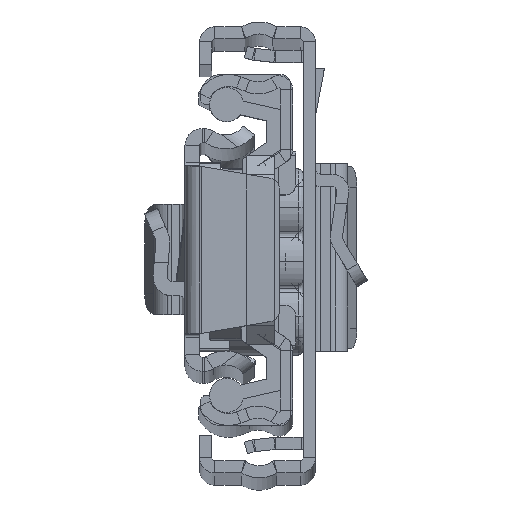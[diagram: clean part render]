
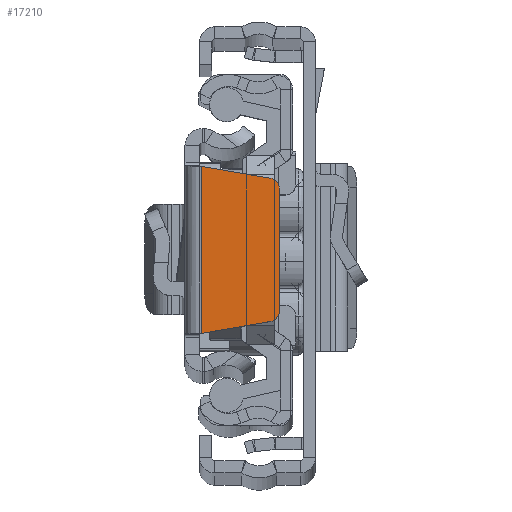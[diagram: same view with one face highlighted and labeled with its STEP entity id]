
A CAD part, top view. The second image highlights one B-rep face of the part: STEP entity #17210.
In plain terms, the highlighted planar face has unit normal (0, 0, 1).
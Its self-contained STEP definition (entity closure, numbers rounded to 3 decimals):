
#134 = DIRECTION ( 'NONE',  ( 0., 1., 0. ) ) ;
#1410 = CARTESIAN_POINT ( 'NONE',  ( 8.568, -7.142, 0. ) ) ;
#1502 = ORIENTED_EDGE ( 'NONE', *, *, #13691, .T. ) ;
#2522 = DIRECTION ( 'NONE',  ( 0., 0., -1. ) ) ;
#2578 = EDGE_CURVE ( 'NONE', #10233, #12564, #11767, .T. ) ;
#2891 = EDGE_LOOP ( 'NONE', ( #1502, #17808, #4709, #12802, #15613, #17182 ) ) ;
#2962 = CARTESIAN_POINT ( 'NONE',  ( 8.568, -7.142, 0. ) ) ;
#2991 = CARTESIAN_POINT ( 'NONE',  ( 1.6, -8.333, 0. ) ) ;
#3086 = VECTOR ( 'NONE', #9711, 1000. ) ;
#4158 = DIRECTION ( 'NONE',  ( 1., 0., 0. ) ) ;
#4361 = DIRECTION ( 'NONE',  ( 0., 0., 1. ) ) ;
#4605 = DIRECTION ( 'NONE',  ( 0.986, 0.168, 0. ) ) ;
#4709 = ORIENTED_EDGE ( 'NONE', *, *, #2578, .T. ) ;
#5178 = LINE ( 'NONE', #11893, #12163 ) ;
#5918 = EDGE_CURVE ( 'NONE', #12564, #16856, #5178, .T. ) ;
#6000 = AXIS2_PLACEMENT_3D ( 'NONE', #13044, #4361, #19696 ) ;
#6342 = CIRCLE ( 'NONE', #6000, 1. ) ;
#8004 = VECTOR ( 'NONE', #14857, 1000. ) ;
#9019 = EDGE_CURVE ( 'NONE', #20489, #10233, #21309, .T. ) ;
#9563 = CARTESIAN_POINT ( 'NONE',  ( 8.568, 7.142, 0. ) ) ;
#9711 = DIRECTION ( 'NONE',  ( 0., -1., 0. ) ) ;
#9888 = VERTEX_POINT ( 'NONE', #19423 ) ;
#10233 = VERTEX_POINT ( 'NONE', #1410 ) ;
#11114 = CARTESIAN_POINT ( 'NONE',  ( 9.4, 6.156, 0. ) ) ;
#11167 = CARTESIAN_POINT ( 'NONE',  ( 1.5, 8.35, 0. ) ) ;
#11351 = LINE ( 'NONE', #2991, #3086 ) ;
#11612 = VERTEX_POINT ( 'NONE', #9563 ) ;
#11767 = CIRCLE ( 'NONE', #20527, 1. ) ;
#11893 = CARTESIAN_POINT ( 'NONE',  ( 9.4, 6.156, 0. ) ) ;
#12163 = VECTOR ( 'NONE', #134, 1000. ) ;
#12564 = VERTEX_POINT ( 'NONE', #16810 ) ;
#12802 = ORIENTED_EDGE ( 'NONE', *, *, #5918, .T. ) ;
#12992 = AXIS2_PLACEMENT_3D ( 'NONE', #15998, #2522, #4158 ) ;
#13044 = CARTESIAN_POINT ( 'NONE',  ( 8.4, 6.156, 0. ) ) ;
#13432 = EDGE_CURVE ( 'NONE', #11612, #9888, #16395, .T. ) ;
#13691 = EDGE_CURVE ( 'NONE', #9888, #20489, #11351, .T. ) ;
#14857 = DIRECTION ( 'NONE',  ( -0.986, 0.168, 0. ) ) ;
#14994 = DIRECTION ( 'NONE',  ( 0., 0., 1. ) ) ;
#15414 = VECTOR ( 'NONE', #4605, 1000. ) ;
#15613 = ORIENTED_EDGE ( 'NONE', *, *, #16296, .T. ) ;
#15998 = CARTESIAN_POINT ( 'NONE',  ( 8.4, 6.156, 0. ) ) ;
#16296 = EDGE_CURVE ( 'NONE', #16856, #11612, #6342, .T. ) ;
#16395 = LINE ( 'NONE', #11167, #8004 ) ;
#16743 = DIRECTION ( 'NONE',  ( 1., 0., 0. ) ) ;
#16810 = CARTESIAN_POINT ( 'NONE',  ( 9.4, -6.156, 0. ) ) ;
#16856 = VERTEX_POINT ( 'NONE', #11114 ) ;
#17182 = ORIENTED_EDGE ( 'NONE', *, *, #13432, .T. ) ;
#17210 = ADVANCED_FACE ( 'NONE', ( #17301 ), #20840, .F. ) ;
#17301 = FACE_OUTER_BOUND ( 'NONE', #2891, .T. ) ;
#17808 = ORIENTED_EDGE ( 'NONE', *, *, #9019, .T. ) ;
#18815 = CARTESIAN_POINT ( 'NONE',  ( 1.6, -8.333, 0. ) ) ;
#19423 = CARTESIAN_POINT ( 'NONE',  ( 1.6, 8.333, 0. ) ) ;
#19696 = DIRECTION ( 'NONE',  ( 1., 0., 0. ) ) ;
#20153 = CARTESIAN_POINT ( 'NONE',  ( 8.4, -6.156, 0. ) ) ;
#20489 = VERTEX_POINT ( 'NONE', #18815 ) ;
#20527 = AXIS2_PLACEMENT_3D ( 'NONE', #20153, #14994, #16743 ) ;
#20840 = PLANE ( 'NONE',  #12992 ) ;
#21309 = LINE ( 'NONE', #2962, #15414 ) ;
